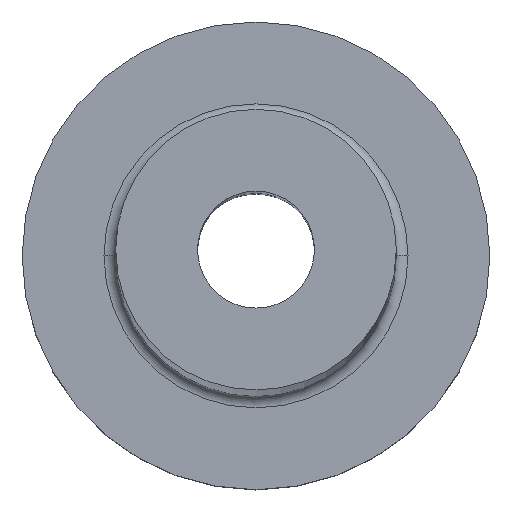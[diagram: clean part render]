
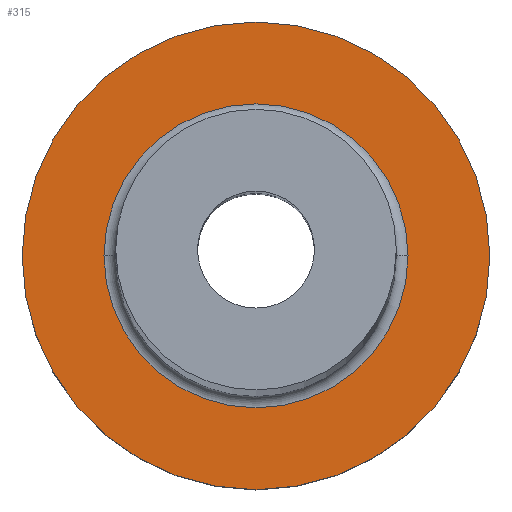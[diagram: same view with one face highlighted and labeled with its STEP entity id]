
A CAD part, top view. The second image highlights one B-rep face of the part: STEP entity #315.
In plain terms, the highlighted planar face has unit normal (0, 0, 1).
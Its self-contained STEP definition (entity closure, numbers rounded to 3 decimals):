
#17 = DIRECTION ( 'NONE',  ( 0., 0., 1. ) ) ;
#24 = EDGE_LOOP ( 'NONE', ( #304, #33 ) ) ;
#33 = ORIENTED_EDGE ( 'NONE', *, *, #111, .T. ) ;
#46 = CIRCLE ( 'NONE', #449, 6.5 ) ;
#53 = CIRCLE ( 'NONE', #323, 10. ) ;
#86 = VERTEX_POINT ( 'NONE', #276 ) ;
#91 = CARTESIAN_POINT ( 'NONE',  ( 0., 0., 7. ) ) ;
#92 = ORIENTED_EDGE ( 'NONE', *, *, #221, .T. ) ;
#111 = EDGE_CURVE ( 'NONE', #194, #86, #359, .T. ) ;
#112 = FACE_OUTER_BOUND ( 'NONE', #408, .T. ) ;
#130 = CARTESIAN_POINT ( 'NONE',  ( 0., 0., 7. ) ) ;
#179 = AXIS2_PLACEMENT_3D ( 'NONE', #195, #343, #451 ) ;
#194 = VERTEX_POINT ( 'NONE', #260 ) ;
#195 = CARTESIAN_POINT ( 'NONE',  ( 0., 0., 7. ) ) ;
#217 = DIRECTION ( 'NONE',  ( 1., 0., 0. ) ) ;
#221 = EDGE_CURVE ( 'NONE', #423, #441, #53, .T. ) ;
#230 = DIRECTION ( 'NONE',  ( 1., 0., 0. ) ) ;
#252 = PLANE ( 'NONE',  #409 ) ;
#260 = CARTESIAN_POINT ( 'NONE',  ( -6.5, 0., 7. ) ) ;
#275 = DIRECTION ( 'NONE',  ( 0., 0., -1. ) ) ;
#276 = CARTESIAN_POINT ( 'NONE',  ( 6.5, 0., 7. ) ) ;
#279 = DIRECTION ( 'NONE',  ( 0., 0., -1. ) ) ;
#284 = AXIS2_PLACEMENT_3D ( 'NONE', #416, #279, #379 ) ;
#297 = CARTESIAN_POINT ( 'NONE',  ( 0., 0., 7. ) ) ;
#304 = ORIENTED_EDGE ( 'NONE', *, *, #358, .T. ) ;
#315 = ADVANCED_FACE ( 'NONE', ( #433, #112 ), #252, .T. ) ;
#323 = AXIS2_PLACEMENT_3D ( 'NONE', #297, #440, #217 ) ;
#337 = ORIENTED_EDGE ( 'NONE', *, *, #401, .T. ) ;
#343 = DIRECTION ( 'NONE',  ( 0., 0., 1. ) ) ;
#358 = EDGE_CURVE ( 'NONE', #86, #194, #46, .T. ) ;
#359 = CIRCLE ( 'NONE', #284, 6.5 ) ;
#370 = DIRECTION ( 'NONE',  ( 1., 0., 0. ) ) ;
#378 = CARTESIAN_POINT ( 'NONE',  ( 10., 0., 7. ) ) ;
#379 = DIRECTION ( 'NONE',  ( 1., 0., 0. ) ) ;
#387 = CIRCLE ( 'NONE', #179, 10. ) ;
#401 = EDGE_CURVE ( 'NONE', #441, #423, #387, .T. ) ;
#408 = EDGE_LOOP ( 'NONE', ( #337, #92 ) ) ;
#409 = AXIS2_PLACEMENT_3D ( 'NONE', #130, #17, #370 ) ;
#412 = CARTESIAN_POINT ( 'NONE',  ( -10., 0., 7. ) ) ;
#416 = CARTESIAN_POINT ( 'NONE',  ( 0., 0., 7. ) ) ;
#423 = VERTEX_POINT ( 'NONE', #378 ) ;
#433 = FACE_BOUND ( 'NONE', #24, .T. ) ;
#440 = DIRECTION ( 'NONE',  ( 0., 0., 1. ) ) ;
#441 = VERTEX_POINT ( 'NONE', #412 ) ;
#449 = AXIS2_PLACEMENT_3D ( 'NONE', #91, #275, #230 ) ;
#451 = DIRECTION ( 'NONE',  ( 1., 0., 0. ) ) ;
